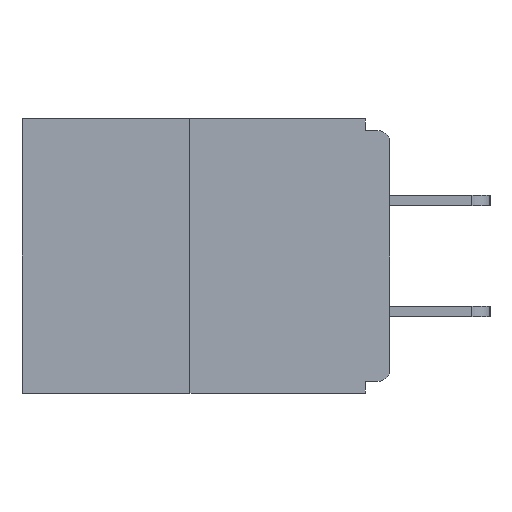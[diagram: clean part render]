
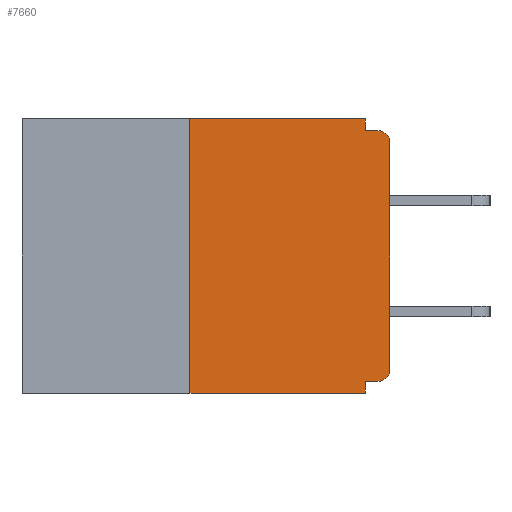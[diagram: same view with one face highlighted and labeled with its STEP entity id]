
A CAD part, left-side view. The second image highlights one B-rep face of the part: STEP entity #7660.
In plain terms, the highlighted planar face has unit normal (-1, 0, 0).
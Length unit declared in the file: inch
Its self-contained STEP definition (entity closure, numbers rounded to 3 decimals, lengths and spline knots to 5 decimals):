
#36 = CARTESIAN_POINT ( 'NONE',  ( 0., 0., -0.03 ) ) ;
#423 = EDGE_LOOP ( 'NONE', ( #7927, #5232, #427, #8301, #1923, #3361, #18864, #4610, #19023, #16383 ) ) ;
#427 = ORIENTED_EDGE ( 'NONE', *, *, #12872, .T. ) ;
#579 = DIRECTION ( 'NONE',  ( 0., 0., 1. ) ) ;
#731 = EDGE_CURVE ( 'NONE', #20095, #3139, #2284, .T. ) ;
#758 = LINE ( 'NONE', #2966, #1984 ) ;
#936 = CARTESIAN_POINT ( 'NONE',  ( 0., 0.25, -0.343 ) ) ;
#1059 = VECTOR ( 'NONE', #12185, 39.37008 ) ;
#1276 = EDGE_CURVE ( 'NONE', #10299, #18733, #1867, .T. ) ;
#1710 = CARTESIAN_POINT ( 'NONE',  ( 0., 0.031, 0. ) ) ;
#1789 = EDGE_CURVE ( 'NONE', #3139, #9715, #6489, .T. ) ;
#1867 = LINE ( 'NONE', #10767, #19480 ) ;
#1923 = ORIENTED_EDGE ( 'NONE', *, *, #1276, .F. ) ;
#1984 = VECTOR ( 'NONE', #16850, 39.37008 ) ;
#2210 = CARTESIAN_POINT ( 'NONE',  ( 0., 0., -0.313 ) ) ;
#2272 = VECTOR ( 'NONE', #579, 39.37008 ) ;
#2281 = VERTEX_POINT ( 'NONE', #2210 ) ;
#2284 = LINE ( 'NONE', #20165, #6208 ) ;
#2461 = CARTESIAN_POINT ( 'NONE',  ( 0., 0.25, 0. ) ) ;
#2678 = AXIS2_PLACEMENT_3D ( 'NONE', #9457, #17781, #9859 ) ;
#2710 = DIRECTION ( 'NONE',  ( 0., 0., -1. ) ) ;
#2966 = CARTESIAN_POINT ( 'NONE',  ( 0., 0.25, 0. ) ) ;
#2982 = EDGE_CURVE ( 'NONE', #9715, #11473, #3522, .T. ) ;
#3139 = VERTEX_POINT ( 'NONE', #1710 ) ;
#3361 = ORIENTED_EDGE ( 'NONE', *, *, #4575, .T. ) ;
#3384 = CARTESIAN_POINT ( 'NONE',  ( 0., 0.031, -0.343 ) ) ;
#3522 = LINE ( 'NONE', #13615, #1059 ) ;
#4457 = EDGE_CURVE ( 'NONE', #6872, #20095, #758, .T. ) ;
#4575 = EDGE_CURVE ( 'NONE', #10299, #2281, #19182, .T. ) ;
#4610 = ORIENTED_EDGE ( 'NONE', *, *, #8595, .T. ) ;
#4640 = CARTESIAN_POINT ( 'NONE',  ( 0., 0.015, -0.328 ) ) ;
#4884 = CIRCLE ( 'NONE', #2678, 0.015 ) ;
#5232 = ORIENTED_EDGE ( 'NONE', *, *, #4457, .F. ) ;
#5477 = AXIS2_PLACEMENT_3D ( 'NONE', #7876, #7738, #18910 ) ;
#5947 = CARTESIAN_POINT ( 'NONE',  ( 0., 0.031, -0.328 ) ) ;
#6208 = VECTOR ( 'NONE', #15477, 39.37008 ) ;
#6489 = LINE ( 'NONE', #8805, #13870 ) ;
#6494 = VERTEX_POINT ( 'NONE', #36 ) ;
#6600 = CARTESIAN_POINT ( 'NONE',  ( 0., 0.015, -0.015 ) ) ;
#6872 = VERTEX_POINT ( 'NONE', #936 ) ;
#6943 = EDGE_CURVE ( 'NONE', #18733, #12765, #17390, .T. ) ;
#7660 = ADVANCED_FACE ( 'NONE', ( #9193 ), #9288, .F. ) ;
#7738 = DIRECTION ( 'NONE',  ( -1., 0., 0. ) ) ;
#7876 = CARTESIAN_POINT ( 'NONE',  ( 0., 0.015, -0.313 ) ) ;
#7927 = ORIENTED_EDGE ( 'NONE', *, *, #731, .F. ) ;
#8301 = ORIENTED_EDGE ( 'NONE', *, *, #6943, .F. ) ;
#8595 = EDGE_CURVE ( 'NONE', #6494, #11473, #4884, .T. ) ;
#8805 = CARTESIAN_POINT ( 'NONE',  ( 0., 0.031, 0. ) ) ;
#9193 = FACE_OUTER_BOUND ( 'NONE', #423, .T. ) ;
#9288 = PLANE ( 'NONE',  #15141 ) ;
#9457 = CARTESIAN_POINT ( 'NONE',  ( 0., 0.015, -0.03 ) ) ;
#9715 = VERTEX_POINT ( 'NONE', #15347 ) ;
#9727 = VECTOR ( 'NONE', #14302, 39.37008 ) ;
#9859 = DIRECTION ( 'NONE',  ( 0., 0., -1. ) ) ;
#10299 = VERTEX_POINT ( 'NONE', #4640 ) ;
#10488 = DIRECTION ( 'NONE',  ( 0., 1., 0. ) ) ;
#10767 = CARTESIAN_POINT ( 'NONE',  ( 0., 0., -0.328 ) ) ;
#10889 = DIRECTION ( 'NONE',  ( 0., 0., -1. ) ) ;
#11473 = VERTEX_POINT ( 'NONE', #6600 ) ;
#12185 = DIRECTION ( 'NONE',  ( 0., -1., 0. ) ) ;
#12219 = EDGE_CURVE ( 'NONE', #2281, #6494, #19482, .T. ) ;
#12315 = LINE ( 'NONE', #12968, #13025 ) ;
#12765 = VERTEX_POINT ( 'NONE', #3384 ) ;
#12872 = EDGE_CURVE ( 'NONE', #6872, #12765, #12315, .T. ) ;
#12968 = CARTESIAN_POINT ( 'NONE',  ( 0., 0.46, -0.343 ) ) ;
#13025 = VECTOR ( 'NONE', #16293, 39.37008 ) ;
#13615 = CARTESIAN_POINT ( 'NONE',  ( 0., 0., -0.015 ) ) ;
#13870 = VECTOR ( 'NONE', #2710, 39.37008 ) ;
#14302 = DIRECTION ( 'NONE',  ( 0., 0., -1. ) ) ;
#15141 = AXIS2_PLACEMENT_3D ( 'NONE', #20244, #17228, #10889 ) ;
#15347 = CARTESIAN_POINT ( 'NONE',  ( 0., 0.031, -0.015 ) ) ;
#15477 = DIRECTION ( 'NONE',  ( 0., -1., 0. ) ) ;
#16249 = CARTESIAN_POINT ( 'NONE',  ( 0., 0., 0. ) ) ;
#16293 = DIRECTION ( 'NONE',  ( 0., -1., 0. ) ) ;
#16383 = ORIENTED_EDGE ( 'NONE', *, *, #1789, .F. ) ;
#16850 = DIRECTION ( 'NONE',  ( 0., 0., 1. ) ) ;
#17228 = DIRECTION ( 'NONE',  ( 1., 0., 0. ) ) ;
#17390 = LINE ( 'NONE', #18669, #9727 ) ;
#17781 = DIRECTION ( 'NONE',  ( -1., 0., 0. ) ) ;
#18669 = CARTESIAN_POINT ( 'NONE',  ( 0., 0.031, -0.343 ) ) ;
#18733 = VERTEX_POINT ( 'NONE', #5947 ) ;
#18864 = ORIENTED_EDGE ( 'NONE', *, *, #12219, .T. ) ;
#18910 = DIRECTION ( 'NONE',  ( 0., 0., -1. ) ) ;
#19023 = ORIENTED_EDGE ( 'NONE', *, *, #2982, .F. ) ;
#19182 = CIRCLE ( 'NONE', #5477, 0.015 ) ;
#19480 = VECTOR ( 'NONE', #10488, 39.37008 ) ;
#19482 = LINE ( 'NONE', #16249, #2272 ) ;
#20095 = VERTEX_POINT ( 'NONE', #2461 ) ;
#20165 = CARTESIAN_POINT ( 'NONE',  ( 0., 0.46, 0. ) ) ;
#20244 = CARTESIAN_POINT ( 'NONE',  ( 0., 0.46, 0. ) ) ;
